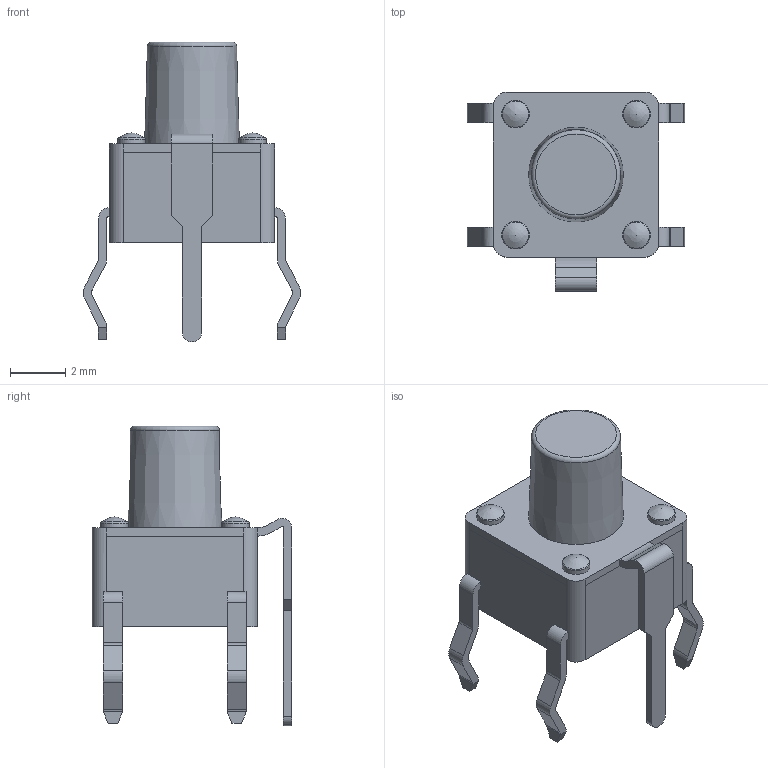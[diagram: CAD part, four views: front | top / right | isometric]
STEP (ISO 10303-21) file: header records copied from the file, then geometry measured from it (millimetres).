
FILE_DESCRIPTION(/* description */ (''),/* implementation_level */ '2;1');
FILE_NAME(/* name */ 'TLE1105EFxxxx.stp',/* time_stamp */ '2025-08-27T15:07:58-05:00',/* author */ ('jmeyers'),/* organization */ (''),/* preprocessor_version */ 'ST-DEVELOPER v18.1',/* originating_system */ 'Autodesk Inventor 2022',/* authorisation */ '');
FILE_SCHEMA (('AUTOMOTIVE_DESIGN { 1 0 10303 214 3 1 1 }'));
Length unit declared in the file: inch
Products named in the file (1): TLE1105EFxxxx
Bounding box: 7.9 x 7.25 x 10.9 mm (x, y, z)
Volume: 169 mm3; surface area: 257.3 mm2
Topology: 1 solids, 1 shells, 129 faces, 351 edges, 225 vertices
Faces by surface type: plane 74, cylinder 45, torus 5, bspline 4, cone 1
Full cylindrical faces by diameter (mm): 1 x4
Entity records: 4176 total; most frequent: CARTESIAN_POINT 830, DIRECTION 699, ORIENTED_EDGE 694, EDGE_CURVE 347, AXIS2_PLACEMENT_3D 234, LINE 231, VECTOR 231, VERTEX_POINT 225
